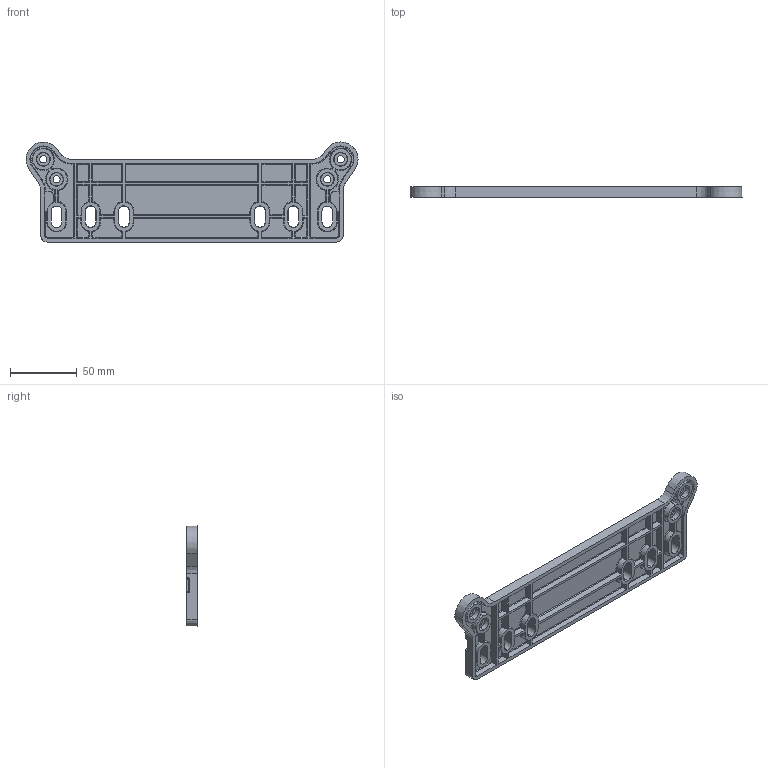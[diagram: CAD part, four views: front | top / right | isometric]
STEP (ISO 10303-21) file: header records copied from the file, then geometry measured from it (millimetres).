
FILE_DESCRIPTION (( 'STEP AP214' ), '1' );
FILE_NAME ('Flange10in.STEP', '2009-07-01T11:05:58', ( '' ), ( '' ), 'SwSTEP 2.0', 'SolidWorks 2008', '' );
FILE_SCHEMA (( 'AUTOMOTIVE_DESIGN' ));
Length unit declared in the file: millimetre
Products named in the file (1): Flange10in
Bounding box: 248.95 x 8 x 75 mm (x, y, z)
Volume: 63567.6 mm3; surface area: 46178.3 mm2
Topology: 1 solids, 1 shells, 405 faces, 1015 edges, 631 vertices
Faces by surface type: plane 161, cylinder 118, cone 85, bspline 41
Entity records: 18244 total; most frequent: CARTESIAN_POINT 9474, ORIENTED_EDGE 2026, DIRECTION 1451, EDGE_CURVE 1013, VERTEX_POINT 631, AXIS2_PLACEMENT_3D 498, VECTOR 455, LINE 455
